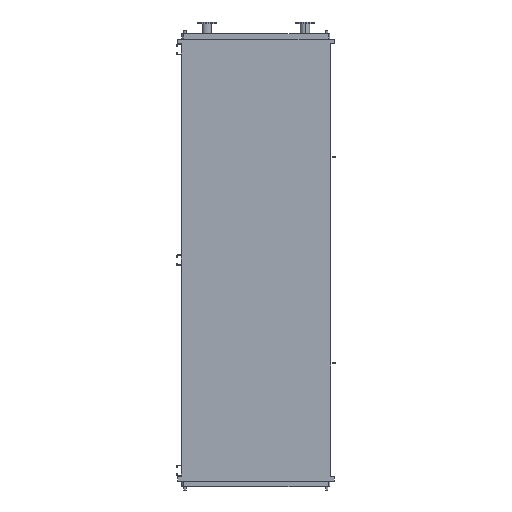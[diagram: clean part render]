
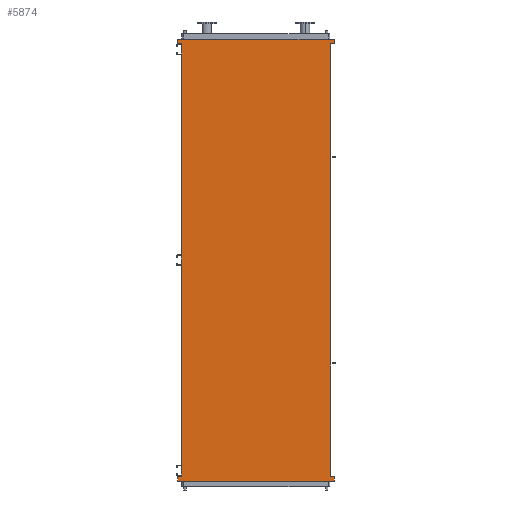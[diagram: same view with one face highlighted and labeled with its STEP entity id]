
A CAD part, front view. The second image highlights one B-rep face of the part: STEP entity #5874.
In plain terms, the highlighted planar face has unit normal (0, -1, 0).
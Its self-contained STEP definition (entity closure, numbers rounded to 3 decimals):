
#235 = DIRECTION ( 'NONE',  ( -1., 0., 0. ) ) ;
#244 = VECTOR ( 'NONE', #10976, 1000. ) ;
#693 = ORIENTED_EDGE ( 'NONE', *, *, #12556, .F. ) ;
#787 = EDGE_CURVE ( 'NONE', #3065, #6511, #13488, .T. ) ;
#1094 = VECTOR ( 'NONE', #13766, 1000. ) ;
#1118 = ORIENTED_EDGE ( 'NONE', *, *, #11501, .T. ) ;
#1281 = VECTOR ( 'NONE', #8689, 1000. ) ;
#1342 = CARTESIAN_POINT ( 'NONE',  ( 845., 0., -4850. ) ) ;
#1376 = ORIENTED_EDGE ( 'NONE', *, *, #13849, .F. ) ;
#1905 = EDGE_LOOP ( 'NONE', ( #1118, #5437, #693, #8786, #11845, #13258, #1376, #2890, #9505, #4484, #9571, #4283 ) ) ;
#2134 = DIRECTION ( 'NONE',  ( 0., 0., -1. ) ) ;
#2193 = CARTESIAN_POINT ( 'NONE',  ( -845., 0., -4850. ) ) ;
#2658 = LINE ( 'NONE', #5088, #14952 ) ;
#2890 = ORIENTED_EDGE ( 'NONE', *, *, #14453, .F. ) ;
#2958 = LINE ( 'NONE', #12674, #13632 ) ;
#3014 = VECTOR ( 'NONE', #5097, 1000. ) ;
#3065 = VERTEX_POINT ( 'NONE', #10075 ) ;
#3165 = CARTESIAN_POINT ( 'NONE',  ( 891., 0., 95. ) ) ;
#3216 = CARTESIAN_POINT ( 'NONE',  ( -845., 0., -4850. ) ) ;
#3377 = CARTESIAN_POINT ( 'NONE',  ( -845., 0., -4893. ) ) ;
#3844 = EDGE_CURVE ( 'NONE', #8173, #7675, #13682, .T. ) ;
#4139 = VERTEX_POINT ( 'NONE', #3377 ) ;
#4223 = LINE ( 'NONE', #5242, #10188 ) ;
#4283 = ORIENTED_EDGE ( 'NONE', *, *, #7261, .F. ) ;
#4484 = ORIENTED_EDGE ( 'NONE', *, *, #10049, .F. ) ;
#4502 = VECTOR ( 'NONE', #4535, 1000. ) ;
#4535 = DIRECTION ( 'NONE',  ( 0., 0., 1. ) ) ;
#4699 = LINE ( 'NONE', #13095, #10652 ) ;
#5088 = CARTESIAN_POINT ( 'NONE',  ( 845., 0., 43. ) ) ;
#5097 = DIRECTION ( 'NONE',  ( 1., 0., 0. ) ) ;
#5105 = CARTESIAN_POINT ( 'NONE',  ( -891., 0., -4893. ) ) ;
#5242 = CARTESIAN_POINT ( 'NONE',  ( 891., 0., -4945. ) ) ;
#5246 = CARTESIAN_POINT ( 'NONE',  ( 891., 0., 43. ) ) ;
#5437 = ORIENTED_EDGE ( 'NONE', *, *, #14574, .F. ) ;
#5458 = LINE ( 'NONE', #8947, #8889 ) ;
#5568 = VERTEX_POINT ( 'NONE', #13977 ) ;
#5582 = AXIS2_PLACEMENT_3D ( 'NONE', #3216, #12710, #2134 ) ;
#5643 = FACE_OUTER_BOUND ( 'NONE', #1905, .T. ) ;
#5874 = ADVANCED_FACE ( 'NONE', ( #5643 ), #13957, .T. ) ;
#6446 = CARTESIAN_POINT ( 'NONE',  ( 891., 0., -4893. ) ) ;
#6511 = VERTEX_POINT ( 'NONE', #3165 ) ;
#7261 = EDGE_CURVE ( 'NONE', #5568, #9876, #5458, .T. ) ;
#7352 = CARTESIAN_POINT ( 'NONE',  ( 891., 0., 95. ) ) ;
#7402 = DIRECTION ( 'NONE',  ( 0., 0., 1. ) ) ;
#7675 = VERTEX_POINT ( 'NONE', #12652 ) ;
#7794 = DIRECTION ( 'NONE',  ( 1., 0., 0. ) ) ;
#8155 = VERTEX_POINT ( 'NONE', #11897 ) ;
#8173 = VERTEX_POINT ( 'NONE', #14935 ) ;
#8378 = EDGE_CURVE ( 'NONE', #7675, #3065, #2958, .T. ) ;
#8634 = VERTEX_POINT ( 'NONE', #12964 ) ;
#8689 = DIRECTION ( 'NONE',  ( 0., 0., -1. ) ) ;
#8786 = ORIENTED_EDGE ( 'NONE', *, *, #787, .F. ) ;
#8812 = EDGE_CURVE ( 'NONE', #8634, #8155, #4699, .T. ) ;
#8889 = VECTOR ( 'NONE', #7794, 1000. ) ;
#8947 = CARTESIAN_POINT ( 'NONE',  ( 845., 0., -4893. ) ) ;
#9242 = VECTOR ( 'NONE', #11084, 1000. ) ;
#9254 = DIRECTION ( 'NONE',  ( 0., 0., 1. ) ) ;
#9457 = VECTOR ( 'NONE', #7402, 1000. ) ;
#9505 = ORIENTED_EDGE ( 'NONE', *, *, #8812, .F. ) ;
#9571 = ORIENTED_EDGE ( 'NONE', *, *, #14067, .F. ) ;
#9876 = VERTEX_POINT ( 'NONE', #11685 ) ;
#9904 = DIRECTION ( 'NONE',  ( -1., 0., 0. ) ) ;
#9996 = LINE ( 'NONE', #5105, #9242 ) ;
#10049 = EDGE_CURVE ( 'NONE', #13393, #8634, #4223, .T. ) ;
#10075 = CARTESIAN_POINT ( 'NONE',  ( -891., 0., 95. ) ) ;
#10111 = CARTESIAN_POINT ( 'NONE',  ( -891., 0., 43. ) ) ;
#10115 = VERTEX_POINT ( 'NONE', #13483 ) ;
#10188 = VECTOR ( 'NONE', #9904, 1000. ) ;
#10652 = VECTOR ( 'NONE', #13174, 1000. ) ;
#10658 = LINE ( 'NONE', #10741, #244 ) ;
#10741 = CARTESIAN_POINT ( 'NONE',  ( 891., 0., 43. ) ) ;
#10976 = DIRECTION ( 'NONE',  ( 0., 0., -1. ) ) ;
#11084 = DIRECTION ( 'NONE',  ( 1., 0., 0. ) ) ;
#11220 = VERTEX_POINT ( 'NONE', #5246 ) ;
#11501 = EDGE_CURVE ( 'NONE', #5568, #10115, #13076, .T. ) ;
#11685 = CARTESIAN_POINT ( 'NONE',  ( 891., 0., -4893. ) ) ;
#11845 = ORIENTED_EDGE ( 'NONE', *, *, #8378, .F. ) ;
#11897 = CARTESIAN_POINT ( 'NONE',  ( -891., 0., -4893. ) ) ;
#12556 = EDGE_CURVE ( 'NONE', #6511, #11220, #10658, .T. ) ;
#12652 = CARTESIAN_POINT ( 'NONE',  ( -891., 0., 43. ) ) ;
#12674 = CARTESIAN_POINT ( 'NONE',  ( -891., 0., 95. ) ) ;
#12710 = DIRECTION ( 'NONE',  ( 0., -1., 0. ) ) ;
#12964 = CARTESIAN_POINT ( 'NONE',  ( -891., 0., -4945. ) ) ;
#13076 = LINE ( 'NONE', #1342, #9457 ) ;
#13095 = CARTESIAN_POINT ( 'NONE',  ( -891., 0., -4945. ) ) ;
#13154 = LINE ( 'NONE', #2193, #4502 ) ;
#13174 = DIRECTION ( 'NONE',  ( 0., 0., 1. ) ) ;
#13258 = ORIENTED_EDGE ( 'NONE', *, *, #3844, .F. ) ;
#13393 = VERTEX_POINT ( 'NONE', #14043 ) ;
#13483 = CARTESIAN_POINT ( 'NONE',  ( 845., 0., 43. ) ) ;
#13488 = LINE ( 'NONE', #7352, #3014 ) ;
#13591 = LINE ( 'NONE', #6446, #1281 ) ;
#13632 = VECTOR ( 'NONE', #9254, 1000. ) ;
#13682 = LINE ( 'NONE', #10111, #1094 ) ;
#13766 = DIRECTION ( 'NONE',  ( -1., 0., 0. ) ) ;
#13849 = EDGE_CURVE ( 'NONE', #4139, #8173, #13154, .T. ) ;
#13957 = PLANE ( 'NONE',  #5582 ) ;
#13977 = CARTESIAN_POINT ( 'NONE',  ( 845., 0., -4893. ) ) ;
#14043 = CARTESIAN_POINT ( 'NONE',  ( 891., 0., -4945. ) ) ;
#14067 = EDGE_CURVE ( 'NONE', #9876, #13393, #13591, .T. ) ;
#14453 = EDGE_CURVE ( 'NONE', #8155, #4139, #9996, .T. ) ;
#14574 = EDGE_CURVE ( 'NONE', #11220, #10115, #2658, .T. ) ;
#14935 = CARTESIAN_POINT ( 'NONE',  ( -845., 0., 43. ) ) ;
#14952 = VECTOR ( 'NONE', #235, 1000. ) ;
